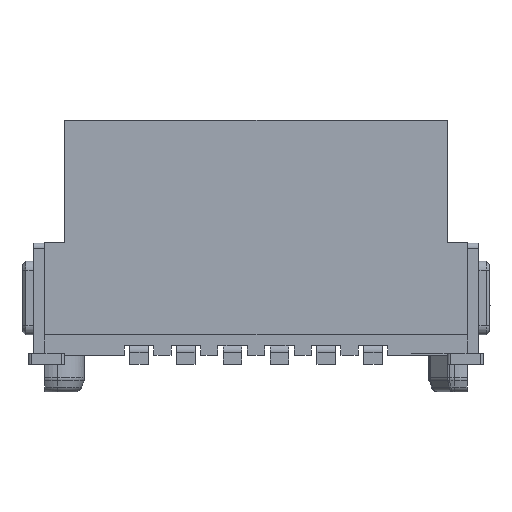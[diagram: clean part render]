
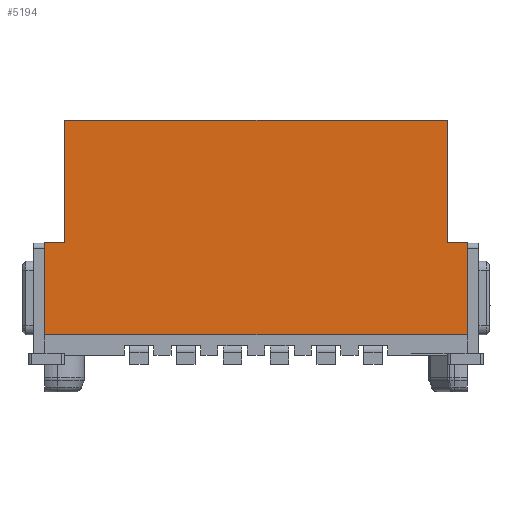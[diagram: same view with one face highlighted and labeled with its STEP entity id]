
A CAD part, front view. The second image highlights one B-rep face of the part: STEP entity #5194.
In plain terms, the highlighted planar face has unit normal (0, -1, 0).
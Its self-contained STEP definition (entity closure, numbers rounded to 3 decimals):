
#5142=AXIS2_PLACEMENT_3D('Plane Axis2P3D',#5139,#5140,#5141) ;
#2153=CARTESIAN_POINT('Vertex',(12.085,1.6,1.55)) ;
#2156=CARTESIAN_POINT('Line Origine',(6.35,1.6,1.55)) ;
#2160=CARTESIAN_POINT('Vertex',(0.615,1.6,1.55)) ;
#5091=CARTESIAN_POINT('Vertex',(12.085,1.6,4.05)) ;
#5094=CARTESIAN_POINT('Line Origine',(12.085,1.6,2.8)) ;
#5139=CARTESIAN_POINT('Axis2P3D Location',(-1.571,1.6,1.319)) ;
#5144=CARTESIAN_POINT('Line Origine',(11.81,1.6,4.05)) ;
#5148=CARTESIAN_POINT('Vertex',(11.535,1.6,4.05)) ;
#5151=CARTESIAN_POINT('Line Origine',(11.535,1.6,5.715)) ;
#5155=CARTESIAN_POINT('Vertex',(11.535,1.6,7.38)) ;
#5158=CARTESIAN_POINT('Line Origine',(6.35,1.6,7.38)) ;
#5162=CARTESIAN_POINT('Vertex',(1.165,1.6,7.38)) ;
#5165=CARTESIAN_POINT('Line Origine',(1.165,1.6,5.715)) ;
#5169=CARTESIAN_POINT('Vertex',(1.165,1.6,4.05)) ;
#5172=CARTESIAN_POINT('Line Origine',(0.89,1.6,4.05)) ;
#5176=CARTESIAN_POINT('Vertex',(0.615,1.6,4.05)) ;
#5179=CARTESIAN_POINT('Line Origine',(0.615,1.6,2.8)) ;
#2157=DIRECTION('Vector Direction',(1.,0.,0.)) ;
#5095=DIRECTION('Vector Direction',(0.,0.,1.)) ;
#5140=DIRECTION('Axis2P3D Direction',(0.,-1.,0.)) ;
#5141=DIRECTION('Axis2P3D XDirection',(1.,0.,0.)) ;
#5145=DIRECTION('Vector Direction',(-1.,0.,0.)) ;
#5152=DIRECTION('Vector Direction',(0.,0.,-1.)) ;
#5159=DIRECTION('Vector Direction',(1.,0.,0.)) ;
#5166=DIRECTION('Vector Direction',(0.,0.,-1.)) ;
#5173=DIRECTION('Vector Direction',(-1.,0.,0.)) ;
#5180=DIRECTION('Vector Direction',(0.,0.,-1.)) ;
#2158=VECTOR('Line Direction',#2157,1.) ;
#5096=VECTOR('Line Direction',#5095,1.) ;
#5146=VECTOR('Line Direction',#5145,1.) ;
#5153=VECTOR('Line Direction',#5152,1.) ;
#5160=VECTOR('Line Direction',#5159,1.) ;
#5167=VECTOR('Line Direction',#5166,1.) ;
#5174=VECTOR('Line Direction',#5173,1.) ;
#5181=VECTOR('Line Direction',#5180,1.) ;
#5185=ORIENTED_EDGE('',*,*,#5098,.T.) ;
#5186=ORIENTED_EDGE('',*,*,#5150,.T.) ;
#5187=ORIENTED_EDGE('',*,*,#5157,.F.) ;
#5188=ORIENTED_EDGE('',*,*,#5164,.F.) ;
#5189=ORIENTED_EDGE('',*,*,#5171,.T.) ;
#5190=ORIENTED_EDGE('',*,*,#5178,.T.) ;
#5191=ORIENTED_EDGE('',*,*,#5183,.T.) ;
#5192=ORIENTED_EDGE('',*,*,#2162,.T.) ;
#5194=ADVANCED_FACE('Hauptk\X2\00F6\X0\rper',(#5193),#5143,.T.) ;
#2162=EDGE_CURVE('',#2161,#2154,#2159,.T.) ;
#5098=EDGE_CURVE('',#2154,#5092,#5097,.T.) ;
#5150=EDGE_CURVE('',#5092,#5149,#5147,.T.) ;
#5157=EDGE_CURVE('',#5156,#5149,#5154,.T.) ;
#5164=EDGE_CURVE('',#5163,#5156,#5161,.T.) ;
#5171=EDGE_CURVE('',#5163,#5170,#5168,.T.) ;
#5178=EDGE_CURVE('',#5170,#5177,#5175,.T.) ;
#5183=EDGE_CURVE('',#5177,#2161,#5182,.T.) ;
#5184=EDGE_LOOP('',(#5185,#5186,#5187,#5188,#5189,#5190,#5191,#5192)) ;
#5193=FACE_OUTER_BOUND('',#5184,.T.) ;
#2159=LINE('Line',#2156,#2158) ;
#5097=LINE('Line',#5094,#5096) ;
#5147=LINE('Line',#5144,#5146) ;
#5154=LINE('Line',#5151,#5153) ;
#5161=LINE('Line',#5158,#5160) ;
#5168=LINE('Line',#5165,#5167) ;
#5175=LINE('Line',#5172,#5174) ;
#5182=LINE('Line',#5179,#5181) ;
#5143=PLANE('',#5142) ;
#2154=VERTEX_POINT('',#2153) ;
#2161=VERTEX_POINT('',#2160) ;
#5092=VERTEX_POINT('',#5091) ;
#5149=VERTEX_POINT('',#5148) ;
#5156=VERTEX_POINT('',#5155) ;
#5163=VERTEX_POINT('',#5162) ;
#5170=VERTEX_POINT('',#5169) ;
#5177=VERTEX_POINT('',#5176) ;
